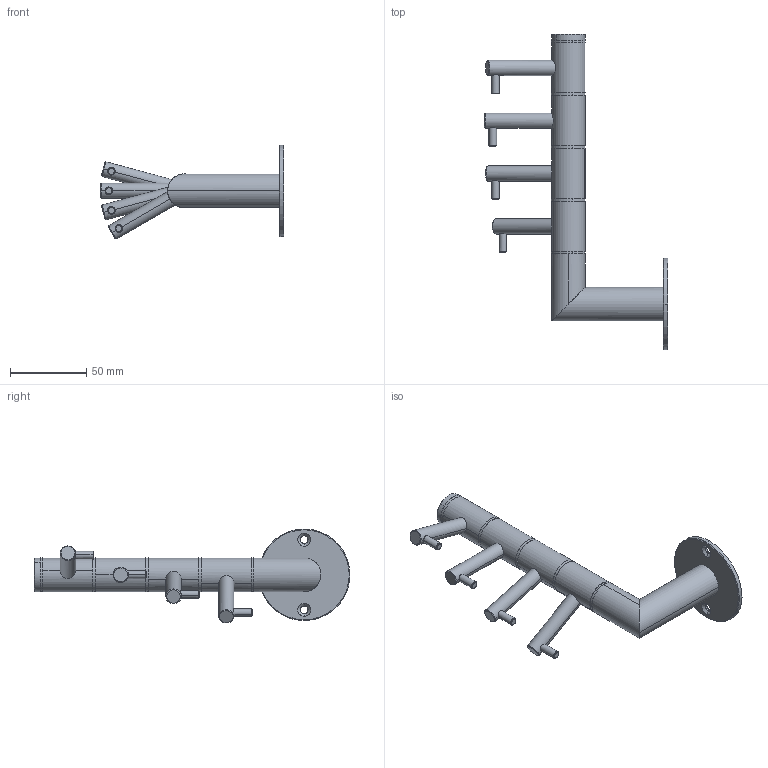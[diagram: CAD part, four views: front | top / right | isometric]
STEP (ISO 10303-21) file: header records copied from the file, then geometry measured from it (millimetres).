
FILE_DESCRIPTION(('Creo Elements/Direct Modeling STEP Export'),'2;1');
FILE_NAME('2337.stp','2022-05-04T 9:28:40',(''),(''),'Creo Elements/Direct Modeling STEP processor for AP214 (Solid Model)','Creo Elements/Direct Modeling 20.0 12-Nov-2016 (C) Parametric Technology GmbH','');
FILE_SCHEMA(('AUTOMOTIVE_DESIGN { 1 0 10303 214 1 1 1 1 }'));
Length unit declared in the file: millimetre
Products named in the file (17): Hakenteil.3; Abschluss; Platte.1; Rohr.2; Rohr; Fuehrungsrohr; Anschraubteil; Rohr_gesamt; Gleitring_oben; O_ring; Gleitring_oben_gesamt; Gleitring_mitte; Gleitring_mitte_gesamt.2; Gleitring_unten; Schraube_M_6x12_DIN_965.1; DIV-9116
Assembly tree (21 placements, depth 3):
  DIV-9116
    Schraube_M_6x12_DIN_965.1
    Gleitring_unten
    Gleitring_mitte_gesamt.2  x3
      O_ring
      Gleitring_mitte
    Gleitring_oben_gesamt
      O_ring
      Gleitring_oben
    Hakenteil.3  x4
    Rohr_gesamt
      Anschraubteil
      Fuehrungsrohr
      Rohr
      Rohr.2
      Platte.1
    Abschluss
Bounding box: 120 x 207 x 61.58 mm (x, y, z)
Volume: 64107.4 mm3; surface area: 61966.4 mm2
Topology: 20 solids, 20 shells, 271 faces, 621 edges, 410 vertices
Faces by surface type: cylinder 142, plane 81, cone 32, torus 16
Entity records: 5498 total; most frequent: CARTESIAN_POINT 1476, ORIENTED_EDGE 754, DIRECTION 698, EDGE_CURVE 377, AXIS2_PLACEMENT_3D 284, VERTEX_POINT 250, EDGE_LOOP 207, FACE_OUTER_BOUND 167
